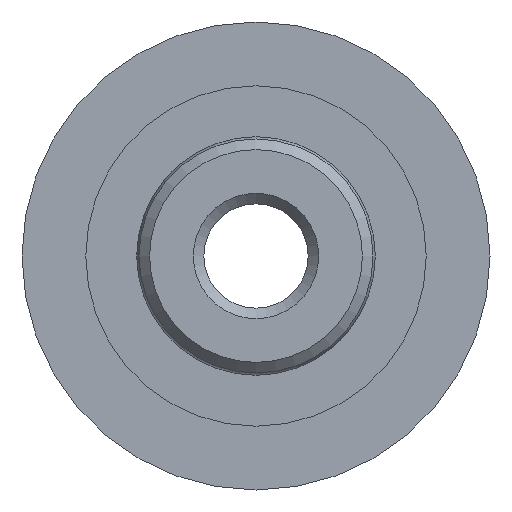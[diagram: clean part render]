
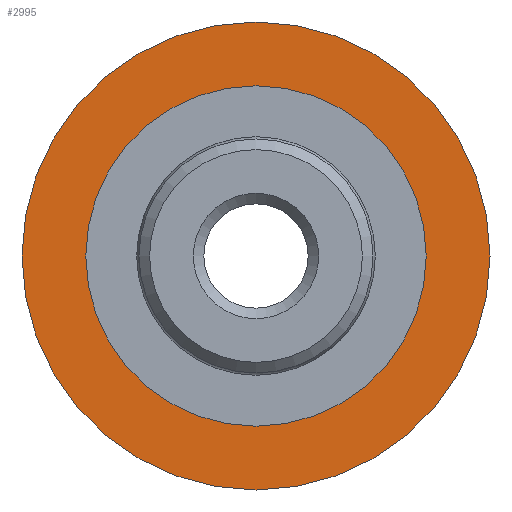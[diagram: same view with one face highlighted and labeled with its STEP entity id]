
A CAD part, left-side view. The second image highlights one B-rep face of the part: STEP entity #2995.
In plain terms, the highlighted planar face has unit normal (-1, 0, 0).
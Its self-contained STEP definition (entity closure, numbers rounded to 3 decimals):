
#398=PLANE('',#3225);
#800=ORIENTED_EDGE('',*,*,#921,.F.);
#801=ORIENTED_EDGE('',*,*,#1100,.F.);
#921=EDGE_CURVE('',#1162,#1162,#1337,.T.);
#1100=EDGE_CURVE('',#1285,#1285,#1404,.T.);
#1162=VERTEX_POINT('',#4009);
#1285=VERTEX_POINT('',#4406);
#1337=CIRCLE('',#3064,8.);
#1404=CIRCLE('',#3226,11.);
#1587=EDGE_LOOP('',(#800));
#1588=EDGE_LOOP('',(#801));
#1811=FACE_BOUND('',#1587,.T.);
#1812=FACE_BOUND('',#1588,.T.);
#2995=ADVANCED_FACE('',(#1811,#1812),#398,.F.);
#3064=AXIS2_PLACEMENT_3D('',#4008,#3356,#3357);
#3225=AXIS2_PLACEMENT_3D('',#4404,#3790,#3791);
#3226=AXIS2_PLACEMENT_3D('',#4405,#3792,#3793);
#3356=DIRECTION('',(-1.,0.,0.));
#3357=DIRECTION('',(0.,0.,1.));
#3790=DIRECTION('',(1.,0.,0.));
#3791=DIRECTION('',(0.,0.,-1.));
#3792=DIRECTION('',(1.,0.,0.));
#3793=DIRECTION('',(0.,0.,1.));
#4008=CARTESIAN_POINT('',(12.5,0.,0.));
#4009=CARTESIAN_POINT('',(12.5,0.,8.));
#4404=CARTESIAN_POINT('',(12.5,0.,0.));
#4405=CARTESIAN_POINT('',(12.5,0.,0.));
#4406=CARTESIAN_POINT('',(12.5,0.,11.));
